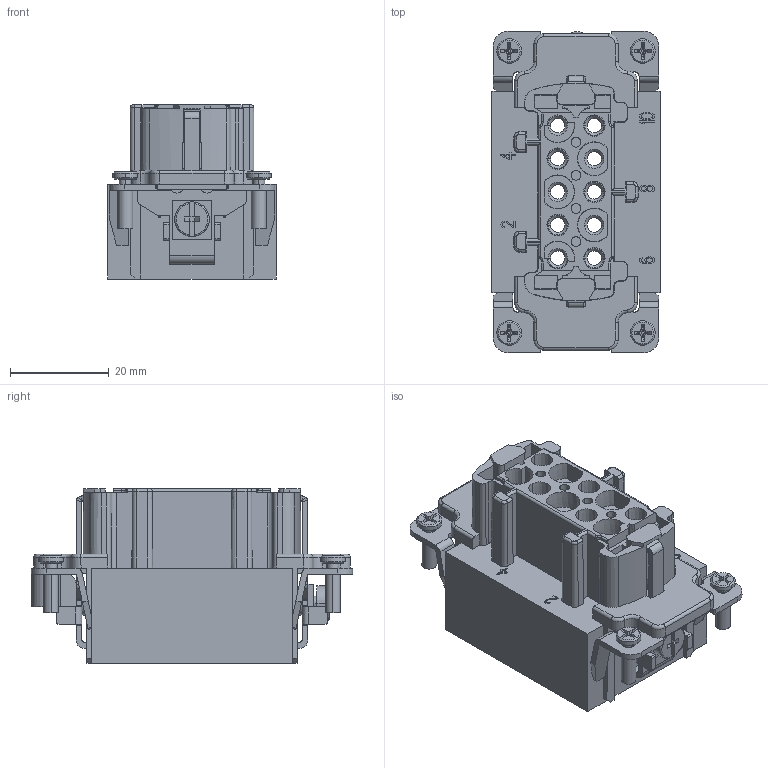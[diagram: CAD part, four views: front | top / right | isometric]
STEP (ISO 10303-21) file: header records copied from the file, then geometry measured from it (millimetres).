
FILE_DESCRIPTION((''),'2;1');
FILE_NAME('PRT0055','2020-04-29T',('lian.chen'),(''),'PRO/ENGINEER BY PARAMETRIC TECHNOLOGY CORPORATION, 2012480','PRO/ENGINEER BY PARAMETRIC TECHNOLOGY CORPORATION, 2012480','');
FILE_SCHEMA(('AUTOMOTIVE_DESIGN { 1 0 10303 214 1 1 1 1 }'));
Length unit declared in the file: millimetre
Products named in the file (1): PRT0055
Bounding box: 34 x 65 x 35.2 mm (x, y, z)
Volume: 34966.2 mm3; surface area: 20118.8 mm2
Topology: 1 solids, 1 shells, 1386 faces, 3939 edges, 2597 vertices
Faces by surface type: plane 935, cylinder 272, cone 107, bspline 54, torus 18
Entity records: 46972 total; most frequent: CARTESIAN_POINT 10598, ORIENTED_EDGE 7878, DIRECTION 7197, EDGE_CURVE 3939, VECTOR 2845, LINE 2845, VERTEX_POINT 2597, AXIS2_PLACEMENT_3D 2176
